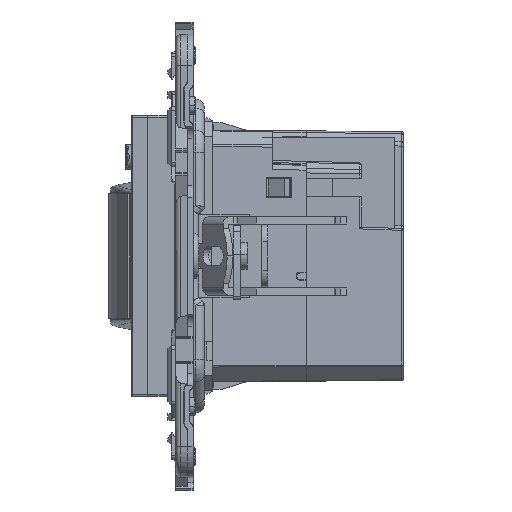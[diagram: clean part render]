
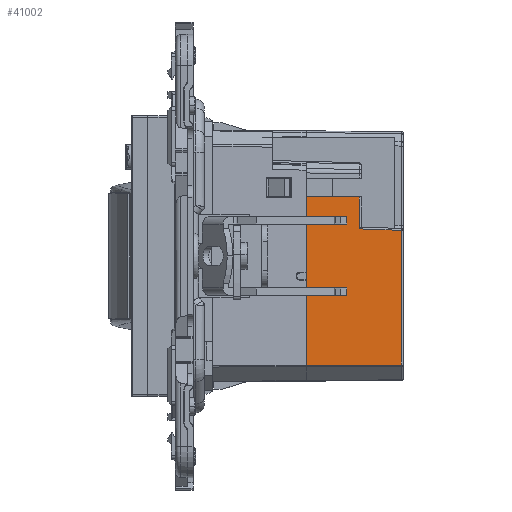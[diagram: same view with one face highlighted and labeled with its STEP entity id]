
A CAD part, left-side view. The second image highlights one B-rep face of the part: STEP entity #41002.
In plain terms, the highlighted planar face has unit normal (-1, -0.009, 0).
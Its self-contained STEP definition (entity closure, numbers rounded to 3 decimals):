
#382 = CARTESIAN_POINT ( 'NONE',  ( -19.847, -33.253, 4.094 ) ) ;
#880 = VERTEX_POINT ( 'NONE', #40162 ) ;
#3726 = EDGE_CURVE ( 'NONE', #880, #41655, #85675, .T. ) ;
#5251 = VECTOR ( 'NONE', #59097, 1000. ) ;
#6984 = DIRECTION ( 'NONE',  ( 0., 0., 1. ) ) ;
#7124 = EDGE_CURVE ( 'NONE', #49997, #19442, #7198, .T. ) ;
#7198 = LINE ( 'NONE', #87466, #78382 ) ;
#10090 = CARTESIAN_POINT ( 'NONE',  ( -19.905, -26.552, 9.423 ) ) ;
#10967 = FACE_OUTER_BOUND ( 'NONE', #66615, .T. ) ;
#13467 = CARTESIAN_POINT ( 'NONE',  ( -19.979, -18.05, -17.455 ) ) ;
#16829 = LINE ( 'NONE', #45798, #5251 ) ;
#19196 = CARTESIAN_POINT ( 'NONE',  ( -19.905, -26.552, 9.423 ) ) ;
#19361 = ORIENTED_EDGE ( 'NONE', *, *, #3726, .T. ) ;
#19442 = VERTEX_POINT ( 'NONE', #72273 ) ;
#21590 = VECTOR ( 'NONE', #6984, 1000. ) ;
#24551 = ORIENTED_EDGE ( 'NONE', *, *, #51073, .F. ) ;
#27823 = EDGE_CURVE ( 'NONE', #56488, #19442, #45717, .T. ) ;
#29771 = CARTESIAN_POINT ( 'NONE',  ( -19.979, -18.05, -17.455 ) ) ;
#30903 = ORIENTED_EDGE ( 'NONE', *, *, #27823, .F. ) ;
#33270 = PLANE ( 'NONE',  #71755 ) ;
#33734 = DIRECTION ( 'NONE',  ( -0.009, 1., 0. ) ) ;
#39067 = DIRECTION ( 'NONE',  ( 0., 0., -1. ) ) ;
#40162 = CARTESIAN_POINT ( 'NONE',  ( -19.979, -18.05, -17.455 ) ) ;
#41002 = ADVANCED_FACE ( 'NONE', ( #10967 ), #33270, .T. ) ;
#41655 = VERTEX_POINT ( 'NONE', #45444 ) ;
#42427 = DIRECTION ( 'NONE',  ( 0.009, -1., 0.004 ) ) ;
#43625 = ORIENTED_EDGE ( 'NONE', *, *, #7124, .T. ) ;
#44967 = LINE ( 'NONE', #29771, #21590 ) ;
#45444 = CARTESIAN_POINT ( 'NONE',  ( -19.847, -33.253, -17.4 ) ) ;
#45717 = LINE ( 'NONE', #10090, #93431 ) ;
#45798 = CARTESIAN_POINT ( 'NONE',  ( -19.979, -18.05, 9.423 ) ) ;
#46288 = EDGE_CURVE ( 'NONE', #880, #73053, #44967, .T. ) ;
#46617 = CARTESIAN_POINT ( 'NONE',  ( -20.15, 1.5, -12.75 ) ) ;
#49997 = VERTEX_POINT ( 'NONE', #382 ) ;
#51073 = EDGE_CURVE ( 'NONE', #49997, #41655, #85861, .T. ) ;
#52367 = VECTOR ( 'NONE', #63067, 1000. ) ;
#56488 = VERTEX_POINT ( 'NONE', #19196 ) ;
#59097 = DIRECTION ( 'NONE',  ( 0.009, -1., 0. ) ) ;
#61265 = EDGE_CURVE ( 'NONE', #73053, #56488, #16829, .T. ) ;
#63067 = DIRECTION ( 'NONE',  ( 0., 0., -1. ) ) ;
#66615 = EDGE_LOOP ( 'NONE', ( #30903, #74432, #86696, #19361, #24551, #43625 ) ) ;
#69823 = DIRECTION ( 'NONE',  ( -1., -0.009, 0. ) ) ;
#71755 = AXIS2_PLACEMENT_3D ( 'NONE', #46617, #69823, #33734 ) ;
#72273 = CARTESIAN_POINT ( 'NONE',  ( -19.905, -26.553, 4.328 ) ) ;
#73053 = VERTEX_POINT ( 'NONE', #87488 ) ;
#74432 = ORIENTED_EDGE ( 'NONE', *, *, #61265, .F. ) ;
#77789 = CARTESIAN_POINT ( 'NONE',  ( -19.847, -33.253, 4.094 ) ) ;
#78382 = VECTOR ( 'NONE', #93167, 1000. ) ;
#85675 = LINE ( 'NONE', #13467, #89404 ) ;
#85861 = LINE ( 'NONE', #77789, #52367 ) ;
#86696 = ORIENTED_EDGE ( 'NONE', *, *, #46288, .F. ) ;
#87466 = CARTESIAN_POINT ( 'NONE',  ( -19.847, -33.253, 4.094 ) ) ;
#87488 = CARTESIAN_POINT ( 'NONE',  ( -19.979, -18.05, 9.423 ) ) ;
#89404 = VECTOR ( 'NONE', #42427, 1000. ) ;
#93167 = DIRECTION ( 'NONE',  ( -0.009, 0.999, 0.035 ) ) ;
#93431 = VECTOR ( 'NONE', #39067, 1000. ) ;
